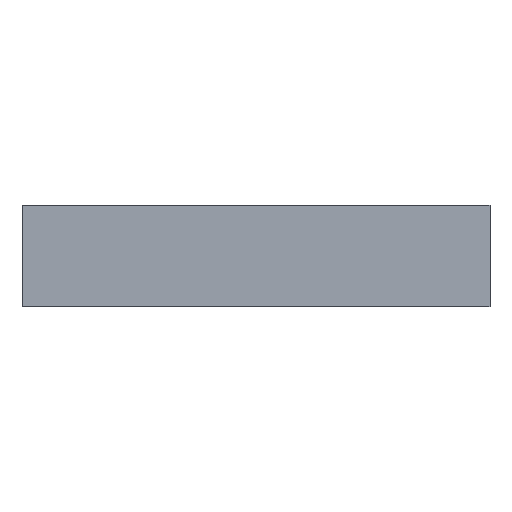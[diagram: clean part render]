
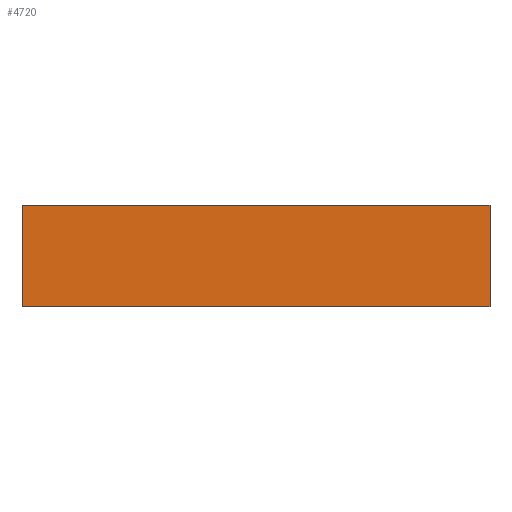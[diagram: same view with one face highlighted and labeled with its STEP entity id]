
A CAD part, top view. The second image highlights one B-rep face of the part: STEP entity #4720.
In plain terms, the highlighted planar face has unit normal (0, 0, 1).
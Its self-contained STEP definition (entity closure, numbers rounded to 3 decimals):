
#4684=AXIS2_PLACEMENT_3D('Plane Axis2P3D',#4681,#4682,#4683) ;
#4650=CARTESIAN_POINT('Vertex',(14.3,0.,33.956)) ;
#4653=CARTESIAN_POINT('Line Origine',(10.725,0.,33.956)) ;
#4657=CARTESIAN_POINT('Vertex',(7.15,0.,33.956)) ;
#4660=CARTESIAN_POINT('Line Origine',(3.575,0.,33.956)) ;
#4664=CARTESIAN_POINT('Vertex',(0.,0.,33.956)) ;
#4681=CARTESIAN_POINT('Axis2P3D Location',(-5.6,3.1,33.956)) ;
#4686=CARTESIAN_POINT('Line Origine',(0.,1.55,33.956)) ;
#4690=CARTESIAN_POINT('Vertex',(0.,3.1,33.956)) ;
#4693=CARTESIAN_POINT('Line Origine',(14.3,1.55,33.956)) ;
#4697=CARTESIAN_POINT('Vertex',(14.3,3.1,33.956)) ;
#4700=CARTESIAN_POINT('Line Origine',(10.725,3.1,33.956)) ;
#4704=CARTESIAN_POINT('Vertex',(7.15,3.1,33.956)) ;
#4707=CARTESIAN_POINT('Line Origine',(3.575,3.1,33.956)) ;
#4654=DIRECTION('Vector Direction',(-1.,0.,0.)) ;
#4661=DIRECTION('Vector Direction',(-1.,0.,0.)) ;
#4682=DIRECTION('Axis2P3D Direction',(0.,0.,-1.)) ;
#4683=DIRECTION('Axis2P3D XDirection',(0.,-1.,0.)) ;
#4687=DIRECTION('Vector Direction',(0.,-1.,0.)) ;
#4694=DIRECTION('Vector Direction',(0.,-1.,0.)) ;
#4701=DIRECTION('Vector Direction',(-1.,0.,0.)) ;
#4708=DIRECTION('Vector Direction',(-1.,0.,0.)) ;
#4655=VECTOR('Line Direction',#4654,1.) ;
#4662=VECTOR('Line Direction',#4661,1.) ;
#4688=VECTOR('Line Direction',#4687,1.) ;
#4695=VECTOR('Line Direction',#4694,1.) ;
#4702=VECTOR('Line Direction',#4701,1.) ;
#4709=VECTOR('Line Direction',#4708,1.) ;
#4713=ORIENTED_EDGE('',*,*,#4692,.T.) ;
#4714=ORIENTED_EDGE('',*,*,#4666,.F.) ;
#4715=ORIENTED_EDGE('',*,*,#4659,.F.) ;
#4716=ORIENTED_EDGE('',*,*,#4699,.F.) ;
#4717=ORIENTED_EDGE('',*,*,#4706,.T.) ;
#4718=ORIENTED_EDGE('',*,*,#4711,.T.) ;
#4720=ADVANCED_FACE('ISTE_ZQV6',(#4719),#4685,.F.) ;
#4659=EDGE_CURVE('',#4651,#4658,#4656,.T.) ;
#4666=EDGE_CURVE('',#4658,#4665,#4663,.T.) ;
#4692=EDGE_CURVE('',#4691,#4665,#4689,.T.) ;
#4699=EDGE_CURVE('',#4698,#4651,#4696,.T.) ;
#4706=EDGE_CURVE('',#4698,#4705,#4703,.T.) ;
#4711=EDGE_CURVE('',#4705,#4691,#4710,.T.) ;
#4712=EDGE_LOOP('',(#4713,#4714,#4715,#4716,#4717,#4718)) ;
#4719=FACE_OUTER_BOUND('',#4712,.T.) ;
#4656=LINE('Line',#4653,#4655) ;
#4663=LINE('Line',#4660,#4662) ;
#4689=LINE('Line',#4686,#4688) ;
#4696=LINE('Line',#4693,#4695) ;
#4703=LINE('Line',#4700,#4702) ;
#4710=LINE('Line',#4707,#4709) ;
#4685=PLANE('',#4684) ;
#4651=VERTEX_POINT('',#4650) ;
#4658=VERTEX_POINT('',#4657) ;
#4665=VERTEX_POINT('',#4664) ;
#4691=VERTEX_POINT('',#4690) ;
#4698=VERTEX_POINT('',#4697) ;
#4705=VERTEX_POINT('',#4704) ;
